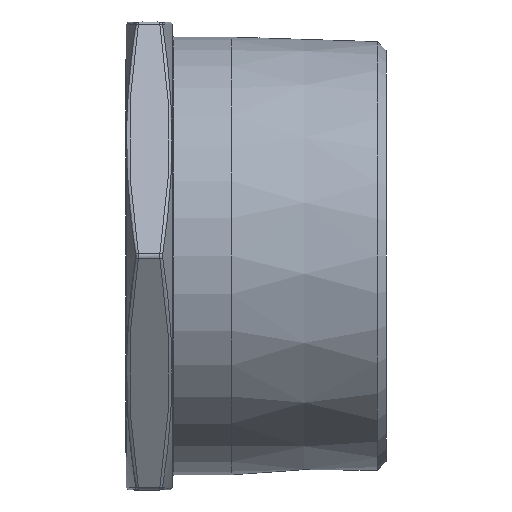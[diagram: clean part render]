
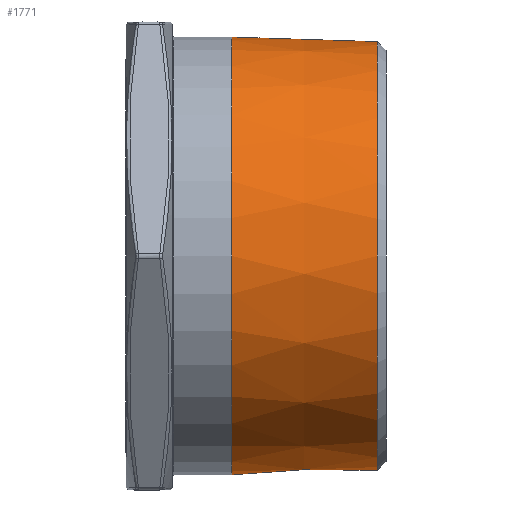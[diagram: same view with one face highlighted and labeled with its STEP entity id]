
A CAD part, front view. The second image highlights one B-rep face of the part: STEP entity #1771.
In plain terms, the highlighted conical face has half-angle 1.79 degrees and reference radius 37.592 mm.
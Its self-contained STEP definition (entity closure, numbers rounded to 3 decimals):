
#655 = VERTEX_POINT ( 'NONE', #5400 ) ;
#1296 = ORIENTED_EDGE ( 'NONE', *, *, #6691, .T. ) ;
#1771 = ADVANCED_FACE ( 'NONE', ( #12958, #4788 ), #9643, .T. ) ;
#1873 = DIRECTION ( 'NONE',  ( 0., 0., 1. ) ) ;
#2482 = EDGE_LOOP ( 'NONE', ( #5887 ) ) ;
#2948 = CIRCLE ( 'NONE', #13827, 37.88 ) ;
#3217 = DIRECTION ( 'NONE',  ( -1., 0., 0. ) ) ;
#4396 = VERTEX_POINT ( 'NONE', #13653 ) ;
#4788 = FACE_OUTER_BOUND ( 'NONE', #2482, .T. ) ;
#5400 = CARTESIAN_POINT ( 'NONE',  ( 43.473, 0., 37.093 ) ) ;
#5440 = CIRCLE ( 'NONE', #12309, 37.093 ) ;
#5887 = ORIENTED_EDGE ( 'NONE', *, *, #6584, .F. ) ;
#6584 = EDGE_CURVE ( 'NONE', #4396, #4396, #2948, .T. ) ;
#6691 = EDGE_CURVE ( 'NONE', #655, #655, #5440, .T. ) ;
#7216 = CARTESIAN_POINT ( 'NONE',  ( 43.473, 0., 0. ) ) ;
#7912 = AXIS2_PLACEMENT_3D ( 'NONE', #9496, #10787, #14196 ) ;
#9496 = CARTESIAN_POINT ( 'NONE',  ( 27.5, 0., 0. ) ) ;
#9643 = CONICAL_SURFACE ( 'NONE', #7912, 37.592, 0.031 ) ;
#10787 = DIRECTION ( 'NONE',  ( -1., 0., 0. ) ) ;
#11686 = DIRECTION ( 'NONE',  ( 0., 0., 1. ) ) ;
#12309 = AXIS2_PLACEMENT_3D ( 'NONE', #7216, #12850, #11686 ) ;
#12850 = DIRECTION ( 'NONE',  ( -1., 0., 0. ) ) ;
#12958 = FACE_BOUND ( 'NONE', #14064, .T. ) ;
#13636 = CARTESIAN_POINT ( 'NONE',  ( 18.3, 0., 0. ) ) ;
#13653 = CARTESIAN_POINT ( 'NONE',  ( 18.3, 0., 37.88 ) ) ;
#13827 = AXIS2_PLACEMENT_3D ( 'NONE', #13636, #3217, #1873 ) ;
#14064 = EDGE_LOOP ( 'NONE', ( #1296 ) ) ;
#14196 = DIRECTION ( 'NONE',  ( 0., 0., 1. ) ) ;
